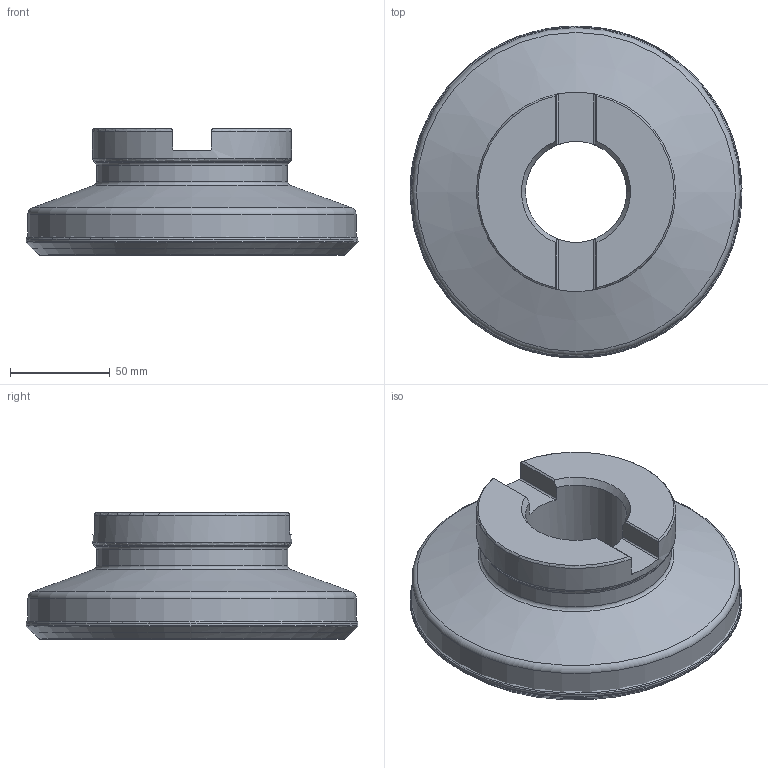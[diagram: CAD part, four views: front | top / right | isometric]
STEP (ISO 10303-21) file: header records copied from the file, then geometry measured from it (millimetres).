
FILE_DESCRIPTION(/* description */ (''),/* implementation_level */ '2;1');
FILE_NAME(/* name */ 'E-CATALOG-F45-SEKT12-D600Z12S200I.stp',/* time_stamp */ '2023-04-19T16:34:26+09:00',/* author */ (''),/* organization */ (''),/* preprocessor_version */ 'ST-DEVELOPER v16',/* originating_system */ 'SIEMENS PLM Software NX 10.0',/* authorisation */ '');
FILE_SCHEMA (('AP203_CONFIGURATION_CONTROLLED_3D_DESIGN_OF_MECHANICAL_PARTS_AND_ASSEMBLIES_MIM_LF { 1 0 10303 403 2 1 2}'));
Length unit declared in the file: millimetre
Products named in the file (1): 102240C41AE7cq6i
Bounding box: 166.71 x 166.68 x 63.5 mm (x, y, z)
Volume: 561898.1 mm3; surface area: 90074.8 mm2
Topology: 1 solids, 2 shells, 63 faces, 193 edges, 151 vertices
Faces by surface type: revolution 22, plane 13, torus 12, cylinder 9, cone 7
Full cylindrical faces by diameter (mm): 50.8 x1, 80.01 x1, 96 x1, 100 x1, 164.861 x1
Entity records: 2097 total; most frequent: CARTESIAN_POINT 708, DIRECTION 258, ORIENTED_EDGE 204, EDGE_LOOP 106, EDGE_CURVE 102, AXIS2_PLACEMENT_3D 100, FACE_BOUND 86, VERTEX_POINT 82
